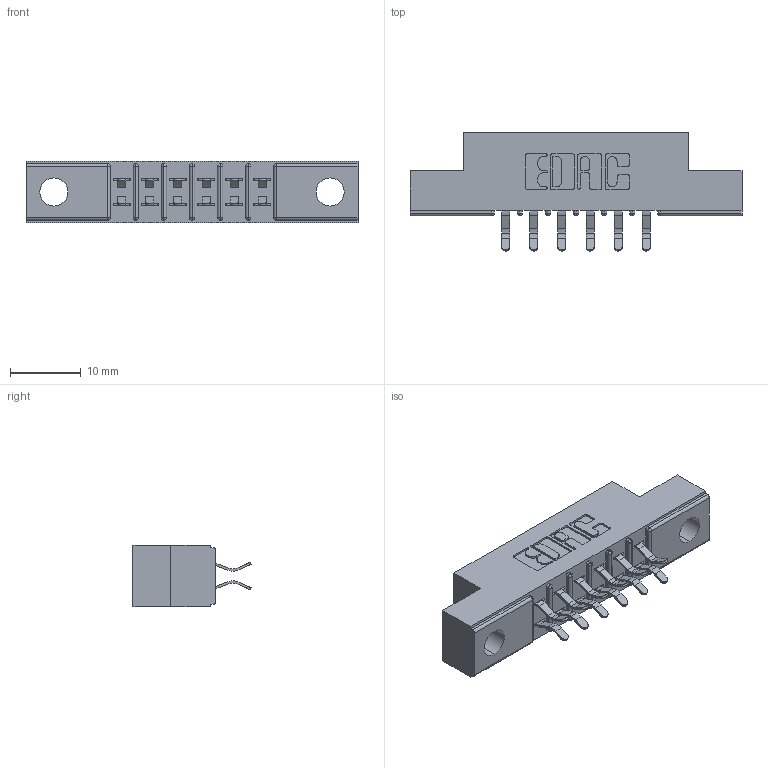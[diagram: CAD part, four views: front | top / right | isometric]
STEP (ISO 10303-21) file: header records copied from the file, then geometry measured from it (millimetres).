
FILE_DESCRIPTION (( 'STEP AP203' ), '1' );
FILE_NAME ('305-012-556-504.STEP', '2019-09-09T11:32:47', ( '' ), ( '' ), 'SwSTEP 2.0', 'SolidWorks 2016', '' );
FILE_SCHEMA (( 'CONFIG_CONTROL_DESIGN' ));
Length unit declared in the file: inch
Products named in the file (3): 305-290-001_556; 305 Part_.156 Dia; 305-012-556-504
Assembly tree (13 placements, depth 2):
  305-012-556-504
    305 Part_.156 Dia
    305-290-001_556  x12
Bounding box: 46.79 x 16.64 x 8.71 mm (x, y, z)
Volume: 2759.1 mm3; surface area: 4387.9 mm2
Topology: 13 solids, 13 shells, 802 faces, 2290 edges, 1492 vertices
Faces by surface type: plane 454, cylinder 324, sphere 24
Entity records: 11519 total; most frequent: CARTESIAN_POINT 1914, ORIENTED_EDGE 1892, DIRECTION 1876, EDGE_CURVE 946, VECTOR 728, LINE 728, VERTEX_POINT 612, AXIS2_PLACEMENT_3D 574
